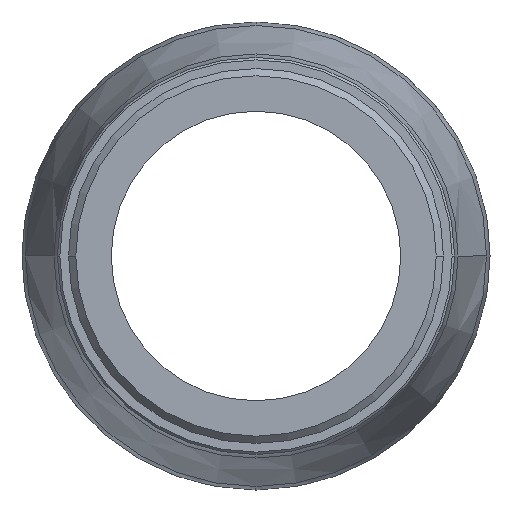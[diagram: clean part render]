
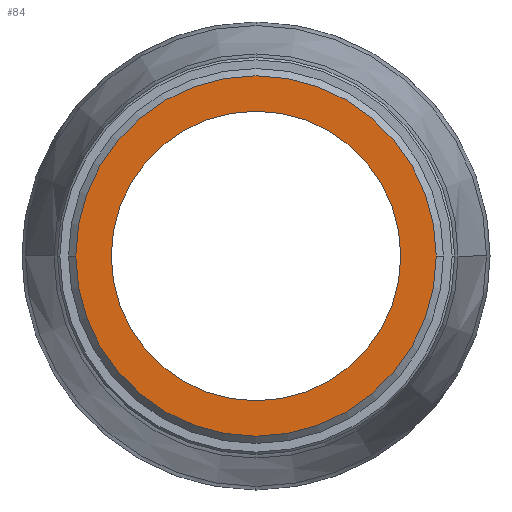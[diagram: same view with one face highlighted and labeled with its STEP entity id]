
A CAD part, left-side view. The second image highlights one B-rep face of the part: STEP entity #84.
In plain terms, the highlighted planar face has unit normal (-1, 0, 0).
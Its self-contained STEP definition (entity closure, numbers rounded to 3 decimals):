
#84=ADVANCED_FACE('',(#185,#186),#187,.T.);
#185=FACE_BOUND('',#313,.T.);
#186=FACE_OUTER_BOUND('',#314,.T.);
#187=PLANE('',#315);
#313=EDGE_LOOP('',(#671,#672));
#314=EDGE_LOOP('',(#673,#674));
#315=AXIS2_PLACEMENT_3D('',#675,#676,#677);
#671=ORIENTED_EDGE('',*,*,#969,.T.);
#672=ORIENTED_EDGE('',*,*,#968,.T.);
#673=ORIENTED_EDGE('',*,*,#929,.T.);
#674=ORIENTED_EDGE('',*,*,#982,.T.);
#675=CARTESIAN_POINT('',(-25.0,3.735,0.));
#676=DIRECTION('',(-1.0,0.,0.));
#677=DIRECTION('',(0.,1.0,0.));
#929=EDGE_CURVE('',#1145,#1149,#1151,.T.);
#968=EDGE_CURVE('',#1216,#1220,#1222,.T.);
#969=EDGE_CURVE('',#1220,#1216,#1223,.T.);
#982=EDGE_CURVE('',#1149,#1145,#1236,.T.);
#1145=VERTEX_POINT('',#1419);
#1149=VERTEX_POINT('',#1424);
#1151=CIRCLE('',#1427,7.47);
#1216=VERTEX_POINT('',#1502);
#1220=VERTEX_POINT('',#1507);
#1222=CIRCLE('',#1510,6.0);
#1223=CIRCLE('',#1511,6.0);
#1236=CIRCLE('',#1524,7.47);
#1419=CARTESIAN_POINT('',(-25.0,7.47,0.));
#1424=CARTESIAN_POINT('',(-25.0,-7.47,0.));
#1427=AXIS2_PLACEMENT_3D('',#1743,#1744,#1745);
#1502=CARTESIAN_POINT('',(-25.0,0.,-6.0));
#1507=CARTESIAN_POINT('',(-25.0,0.,6.0));
#1510=AXIS2_PLACEMENT_3D('',#1836,#1837,#1838);
#1511=AXIS2_PLACEMENT_3D('',#1839,#1840,#1841);
#1524=AXIS2_PLACEMENT_3D('',#1878,#1879,#1880);
#1743=CARTESIAN_POINT('',(-25.0,0.0,0.));
#1744=DIRECTION('',(-1.0,0.0,0.));
#1745=DIRECTION('',(0.0,1.0,0.0));
#1836=CARTESIAN_POINT('',(-25.0,0.0,0.0));
#1837=DIRECTION('',(1.0,0.,0.));
#1838=DIRECTION('',(0.,0.,-1.0));
#1839=CARTESIAN_POINT('',(-25.0,0.0,0.0));
#1840=DIRECTION('',(1.0,0.,0.));
#1841=DIRECTION('',(0.,0.,-1.0));
#1878=CARTESIAN_POINT('',(-25.0,0.0,0.));
#1879=DIRECTION('',(-1.0,0.0,0.));
#1880=DIRECTION('',(0.0,1.0,0.0));
